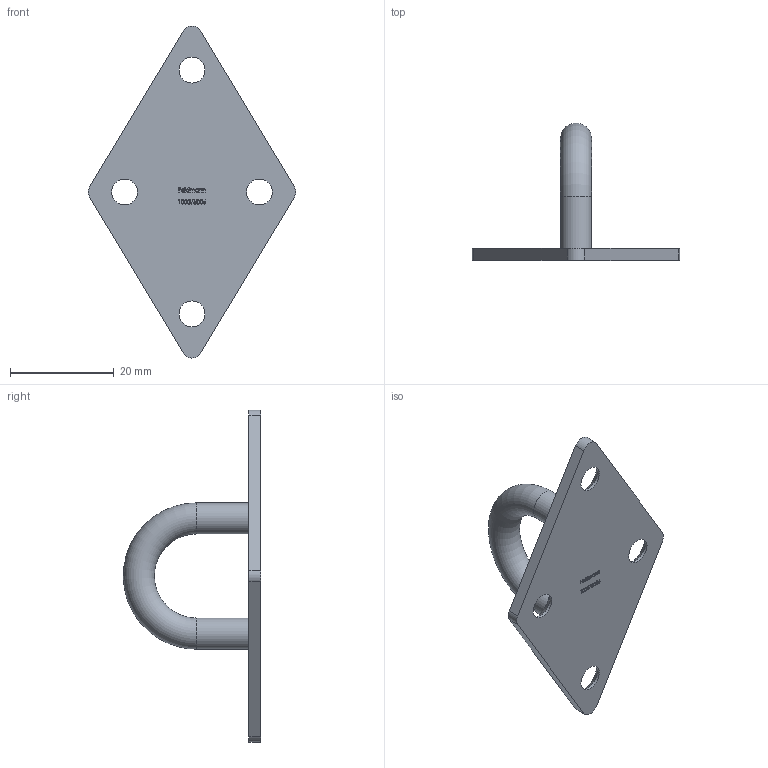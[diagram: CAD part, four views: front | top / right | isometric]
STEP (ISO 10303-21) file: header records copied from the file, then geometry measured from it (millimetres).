
FILE_DESCRIPTION (( 'STEP AP203' ), '1' );
FILE_NAME ('100075006.step', '2023-05-03T09:19:13', ( '' ), ( '' ), 'SwSTEP 2.0', 'SolidWorks 2018', '' );
FILE_SCHEMA (( 'CONFIG_CONTROL_DESIGN' ));
Length unit declared in the file: millimetre
Products named in the file (1): 100075006
Bounding box: 39.99 x 26.49 x 64 mm (x, y, z)
Volume: 4414.2 mm3; surface area: 4022.1 mm2
Topology: 1 solids, 1 shells, 232 faces, 607 edges, 403 vertices
Faces by surface type: bspline 110, plane 107, cylinder 10, cone 4, torus 1
Full cylindrical faces by diameter (mm): 5 x4, 6 x2
Entity records: 13912 total; most frequent: CARTESIAN_POINT 8884, ORIENTED_EDGE 1190, DIRECTION 645, EDGE_CURVE 595, VERTEX_POINT 402, LINE 351, VECTOR 351, EDGE_LOOP 279
